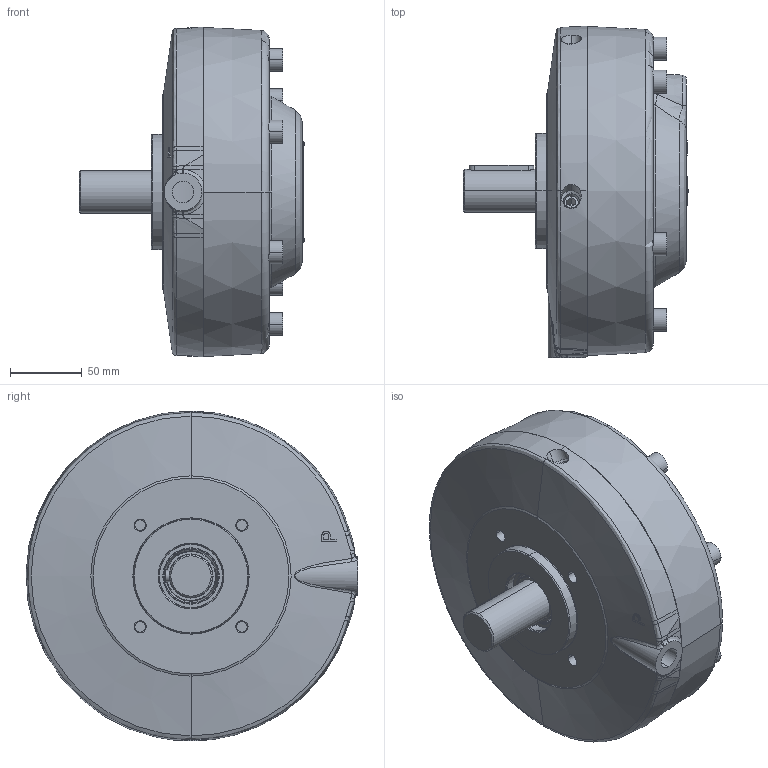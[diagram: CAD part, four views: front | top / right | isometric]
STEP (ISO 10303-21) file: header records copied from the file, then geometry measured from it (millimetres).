
FILE_DESCRIPTION (( 'STEP AP214' ), '1' );
FILE_NAME ('BRK502 (73991).STEP', '2013-02-27T07:25:02', ( '' ), ( '' ), 'SwSTEP 2.0', 'SolidWorks 2012', '' );
FILE_SCHEMA (( 'AUTOMOTIVE_DESIGN' ));
Length unit declared in the file: millimetre
Products named in the file (1): BRK502 (73991)
Bounding box: 156.6 x 230.64 x 229.32 mm (x, y, z)
Volume: 3164064 mm3; surface area: 203826.9 mm2
Topology: 14 solids, 41 shells, 1010 faces, 2373 edges, 1484 vertices
Faces by surface type: plane 464, cylinder 207, bspline 183, cone 81, torus 39, sphere 36
Entity records: 49198 total; most frequent: CARTESIAN_POINT 16260, ORIENTED_EDGE 4654, DIRECTION 4362, EDGE_CURVE 2327, AXIS2_PLACEMENT_3D 1557, VERTEX_POINT 1484, LINE 1248, VECTOR 1248
